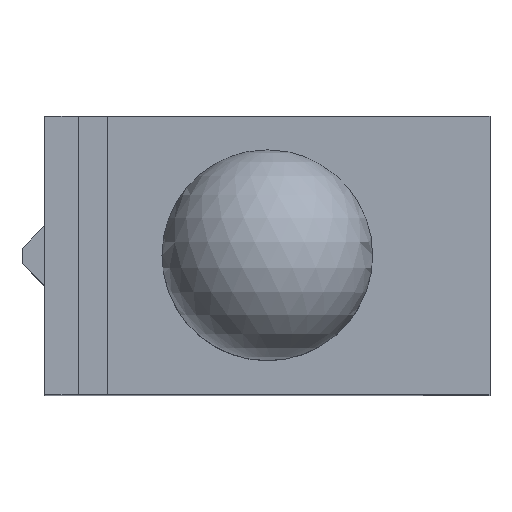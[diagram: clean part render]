
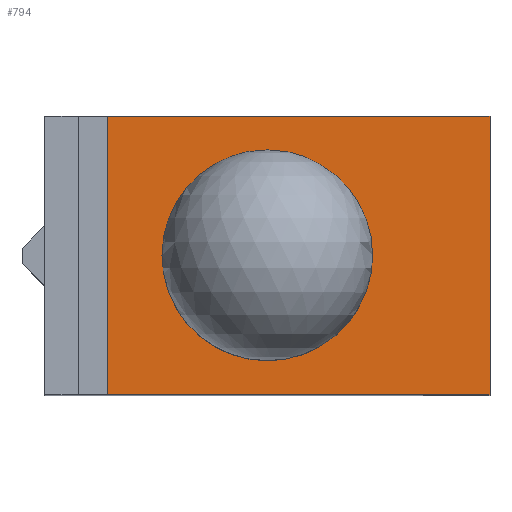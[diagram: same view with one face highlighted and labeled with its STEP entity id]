
A CAD part, top view. The second image highlights one B-rep face of the part: STEP entity #794.
In plain terms, the highlighted planar face has unit normal (0, 0, 1).
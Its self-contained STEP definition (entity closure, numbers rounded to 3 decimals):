
#54=LINE('',#1173,#159);
#55=LINE('',#1176,#160);
#56=LINE('',#1178,#161);
#57=LINE('',#1179,#162);
#159=VECTOR('',#958,3.7);
#160=VECTOR('',#961,5.08);
#161=VECTOR('',#962,5.08);
#162=VECTOR('',#963,3.7);
#252=PLANE('',#849);
#302=FACE_OUTER_BOUND('',#350,.T.);
#350=EDGE_LOOP('',(#620,#621,#622,#623));
#411=VERTEX_POINT('',#1169);
#412=VERTEX_POINT('',#1171);
#413=VERTEX_POINT('',#1175);
#414=VERTEX_POINT('',#1177);
#496=EDGE_CURVE('',#411,#412,#54,.T.);
#497=EDGE_CURVE('',#413,#411,#55,.T.);
#498=EDGE_CURVE('',#414,#412,#56,.T.);
#499=EDGE_CURVE('',#413,#414,#57,.T.);
#620=ORIENTED_EDGE('',*,*,#497,.T.);
#621=ORIENTED_EDGE('',*,*,#496,.T.);
#622=ORIENTED_EDGE('',*,*,#498,.F.);
#623=ORIENTED_EDGE('',*,*,#499,.F.);
#794=ADVANCED_FACE('',(#302),#252,.T.);
#849=AXIS2_PLACEMENT_3D('',#1174,#959,#960);
#958=DIRECTION('',(0.,-1.,0.));
#959=DIRECTION('center_axis',(0.,0.,1.));
#960=DIRECTION('ref_axis',(-1.,0.,0.));
#961=DIRECTION('',(-1.,0.,0.));
#962=DIRECTION('',(-1.,0.,0.));
#963=DIRECTION('',(0.,-1.,0.));
#1169=CARTESIAN_POINT('',(-2.12,1.85,8.));
#1171=CARTESIAN_POINT('',(-2.12,-1.85,8.));
#1173=CARTESIAN_POINT('',(-2.12,1.85,8.));
#1174=CARTESIAN_POINT('Origin',(2.96,1.85,8.));
#1175=CARTESIAN_POINT('',(2.96,1.85,8.));
#1176=CARTESIAN_POINT('',(2.96,1.85,8.));
#1177=CARTESIAN_POINT('',(2.96,-1.85,8.));
#1178=CARTESIAN_POINT('',(2.96,-1.85,8.));
#1179=CARTESIAN_POINT('',(2.96,1.85,8.));
